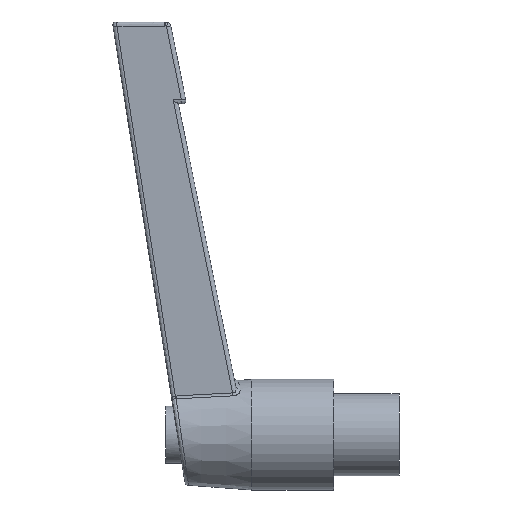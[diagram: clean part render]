
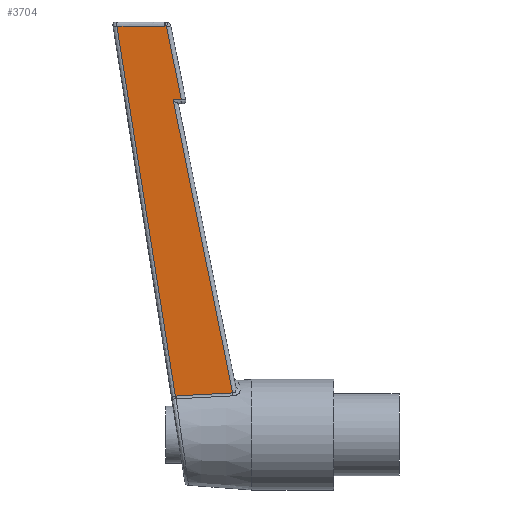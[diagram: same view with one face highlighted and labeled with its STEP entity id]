
A CAD part, left-side view. The second image highlights one B-rep face of the part: STEP entity #3704.
In plain terms, the highlighted planar face has unit normal (-0.999, 0.054, 0.002).
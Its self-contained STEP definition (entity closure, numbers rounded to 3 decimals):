
#29 = CARTESIAN_POINT ( 'NONE',  ( -3.936, 19.582, 40.878 ) ) ;
#42 = CARTESIAN_POINT ( 'NONE',  ( -3.651, 24.499, 49.878 ) ) ;
#60 = ORIENTED_EDGE ( 'NONE', *, *, #2620, .T. ) ;
#113 = EDGE_CURVE ( 'NONE', #4782, #1201, #602, .T. ) ;
#181 = AXIS2_PLACEMENT_3D ( 'NONE', #2262, #697, #3014 ) ;
#199 = EDGE_CURVE ( 'NONE', #2190, #3069, #3780, .T. ) ;
#359 = CARTESIAN_POINT ( 'NONE',  ( -3.873, 20.392, 49.801 ) ) ;
#401 = CARTESIAN_POINT ( 'NONE',  ( -4.404, 12.325, 5.099 ) ) ;
#602 = B_SPLINE_CURVE_WITH_KNOTS ( 'NONE', 3,
 ( #3071, #1800, #3377, #3452 ),
 .UNSPECIFIED., .F., .F.,
 ( 4, 4 ),
 ( 0., 0. ),
 .UNSPECIFIED. ) ;
#697 = DIRECTION ( 'NONE',  ( -0.999, 0.054, 0.002 ) ) ;
#762 = CARTESIAN_POINT ( 'NONE',  ( -3.707, 24.068, 34.829 ) ) ;
#768 = CARTESIAN_POINT ( 'NONE',  ( -4.033, 19.229, 4.738 ) ) ;
#782 = B_SPLINE_CURVE_WITH_KNOTS ( 'NONE', 3,
 ( #2689, #762, #1858, #4596 ),
 .UNSPECIFIED., .F., .F.,
 ( 4, 4 ),
 ( 0., 0.995 ),
 .UNSPECIFIED. ) ;
#843 = B_SPLINE_CURVE_WITH_KNOTS ( 'NONE', 3,
 ( #768, #3107, #1235, #401 ),
 .UNSPECIFIED., .F., .F.,
 ( 4, 4 ),
 ( 0., 0.007 ),
 .UNSPECIFIED. ) ;
#850 = CARTESIAN_POINT ( 'NONE',  ( -3.861, 20.612, 49.878 ) ) ;
#853 = CARTESIAN_POINT ( 'NONE',  ( -3.951, 19.185, 43.852 ) ) ;
#935 = CARTESIAN_POINT ( 'NONE',  ( -3.873, 20.392, 49.801 ) ) ;
#1009 = EDGE_LOOP ( 'NONE', ( #1754, #1956, #3489, #60, #1301, #5000, #2704, #3336 ) ) ;
#1015 = VERTEX_POINT ( 'NONE', #4589 ) ;
#1057 = PLANE ( 'NONE',  #181 ) ;
#1201 = VERTEX_POINT ( 'NONE', #4778 ) ;
#1202 = CARTESIAN_POINT ( 'NONE',  ( -3.756, 22.555, 49.878 ) ) ;
#1219 = B_SPLINE_CURVE_WITH_KNOTS ( 'NONE', 3,
 ( #359, #1930, #3451, #5054 ),
 .UNSPECIFIED., .F., .F.,
 ( 4, 4 ),
 ( 0., 1. ),
 .UNSPECIFIED. ) ;
#1235 = CARTESIAN_POINT ( 'NONE',  ( -4.28, 14.626, 4.979 ) ) ;
#1301 = ORIENTED_EDGE ( 'NONE', *, *, #199, .T. ) ;
#1730 = VERTEX_POINT ( 'NONE', #3703 ) ;
#1754 = ORIENTED_EDGE ( 'NONE', *, *, #2560, .T. ) ;
#1800 = CARTESIAN_POINT ( 'NONE',  ( -4.03, 19.29, 4.735 ) ) ;
#1858 = CARTESIAN_POINT ( 'NONE',  ( -3.867, 21.694, 19.78 ) ) ;
#1930 = CARTESIAN_POINT ( 'NONE',  ( -3.869, 20.465, 49.827 ) ) ;
#1956 = ORIENTED_EDGE ( 'NONE', *, *, #113, .T. ) ;
#2012 = CARTESIAN_POINT ( 'NONE',  ( -3.954, 19.249, 40.878 ) ) ;
#2190 = VERTEX_POINT ( 'NONE', #3109 ) ;
#2216 = CARTESIAN_POINT ( 'NONE',  ( -3.936, 19.582, 40.878 ) ) ;
#2262 = CARTESIAN_POINT ( 'NONE',  ( -4.499, 10.777, 0.113 ) ) ;
#2504 = B_SPLINE_CURVE_WITH_KNOTS ( 'NONE', 3,
 ( #2708, #2603, #4179, #2216 ),
 .UNSPECIFIED., .F., .F.,
 ( 4, 4 ),
 ( 0.006, 1. ),
 .UNSPECIFIED. ) ;
#2560 = EDGE_CURVE ( 'NONE', #4132, #4782, #782, .T. ) ;
#2603 = CARTESIAN_POINT ( 'NONE',  ( -4.248, 14.744, 17.025 ) ) ;
#2620 = EDGE_CURVE ( 'NONE', #1730, #2190, #2504, .T. ) ;
#2674 = B_SPLINE_CURVE_WITH_KNOTS ( 'NONE', 3,
 ( #4795, #853, #3580, #4684 ),
 .UNSPECIFIED., .F., .F.,
 ( 4, 4 ),
 ( 0., 1. ),
 .UNSPECIFIED. ) ;
#2689 = CARTESIAN_POINT ( 'NONE',  ( -3.547, 26.442, 49.878 ) ) ;
#2704 = ORIENTED_EDGE ( 'NONE', *, *, #4047, .T. ) ;
#2708 = CARTESIAN_POINT ( 'NONE',  ( -4.404, 12.325, 5.099 ) ) ;
#2734 = CARTESIAN_POINT ( 'NONE',  ( -3.972, 18.915, 40.878 ) ) ;
#3014 = DIRECTION ( 'NONE',  ( -0.054, -0.999, 0. ) ) ;
#3069 = VERTEX_POINT ( 'NONE', #3417 ) ;
#3071 = CARTESIAN_POINT ( 'NONE',  ( -4.028, 19.32, 4.731 ) ) ;
#3092 = EDGE_CURVE ( 'NONE', #3069, #4109, #2674, .T. ) ;
#3107 = CARTESIAN_POINT ( 'NONE',  ( -4.157, 16.928, 4.858 ) ) ;
#3109 = CARTESIAN_POINT ( 'NONE',  ( -3.936, 19.582, 40.878 ) ) ;
#3160 = EDGE_CURVE ( 'NONE', #1201, #1730, #843, .T. ) ;
#3336 = ORIENTED_EDGE ( 'NONE', *, *, #4507, .T. ) ;
#3377 = CARTESIAN_POINT ( 'NONE',  ( -4.031, 19.26, 4.736 ) ) ;
#3417 = CARTESIAN_POINT ( 'NONE',  ( -3.99, 18.582, 40.878 ) ) ;
#3451 = CARTESIAN_POINT ( 'NONE',  ( -3.865, 20.539, 49.852 ) ) ;
#3452 = CARTESIAN_POINT ( 'NONE',  ( -4.033, 19.229, 4.738 ) ) ;
#3489 = ORIENTED_EDGE ( 'NONE', *, *, #3160, .T. ) ;
#3580 = CARTESIAN_POINT ( 'NONE',  ( -3.912, 19.789, 46.827 ) ) ;
#3619 = CARTESIAN_POINT ( 'NONE',  ( -4.028, 19.32, 4.731 ) ) ;
#3703 = CARTESIAN_POINT ( 'NONE',  ( -4.404, 12.325, 5.099 ) ) ;
#3704 = ADVANCED_FACE ( 'NONE', ( #4246 ), #1057, .T. ) ;
#3780 = B_SPLINE_CURVE_WITH_KNOTS ( 'NONE', 3,
 ( #29, #2012, #2734, #4306 ),
 .UNSPECIFIED., .F., .F.,
 ( 4, 4 ),
 ( 0., 1. ),
 .UNSPECIFIED. ) ;
#4047 = EDGE_CURVE ( 'NONE', #4109, #1015, #1219, .T. ) ;
#4055 = CARTESIAN_POINT ( 'NONE',  ( -3.547, 26.442, 49.878 ) ) ;
#4109 = VERTEX_POINT ( 'NONE', #935 ) ;
#4132 = VERTEX_POINT ( 'NONE', #4055 ) ;
#4179 = CARTESIAN_POINT ( 'NONE',  ( -4.092, 17.163, 28.952 ) ) ;
#4246 = FACE_OUTER_BOUND ( 'NONE', #1009, .T. ) ;
#4272 = B_SPLINE_CURVE_WITH_KNOTS ( 'NONE', 3,
 ( #850, #1202, #42, #4371 ),
 .UNSPECIFIED., .F., .F.,
 ( 4, 4 ),
 ( 0., 1. ),
 .UNSPECIFIED. ) ;
#4306 = CARTESIAN_POINT ( 'NONE',  ( -3.99, 18.582, 40.878 ) ) ;
#4371 = CARTESIAN_POINT ( 'NONE',  ( -3.547, 26.442, 49.878 ) ) ;
#4507 = EDGE_CURVE ( 'NONE', #1015, #4132, #4272, .T. ) ;
#4589 = CARTESIAN_POINT ( 'NONE',  ( -3.861, 20.612, 49.878 ) ) ;
#4596 = CARTESIAN_POINT ( 'NONE',  ( -4.028, 19.32, 4.731 ) ) ;
#4684 = CARTESIAN_POINT ( 'NONE',  ( -3.873, 20.392, 49.801 ) ) ;
#4778 = CARTESIAN_POINT ( 'NONE',  ( -4.033, 19.229, 4.738 ) ) ;
#4782 = VERTEX_POINT ( 'NONE', #3619 ) ;
#4795 = CARTESIAN_POINT ( 'NONE',  ( -3.99, 18.582, 40.878 ) ) ;
#5000 = ORIENTED_EDGE ( 'NONE', *, *, #3092, .T. ) ;
#5054 = CARTESIAN_POINT ( 'NONE',  ( -3.861, 20.612, 49.878 ) ) ;
